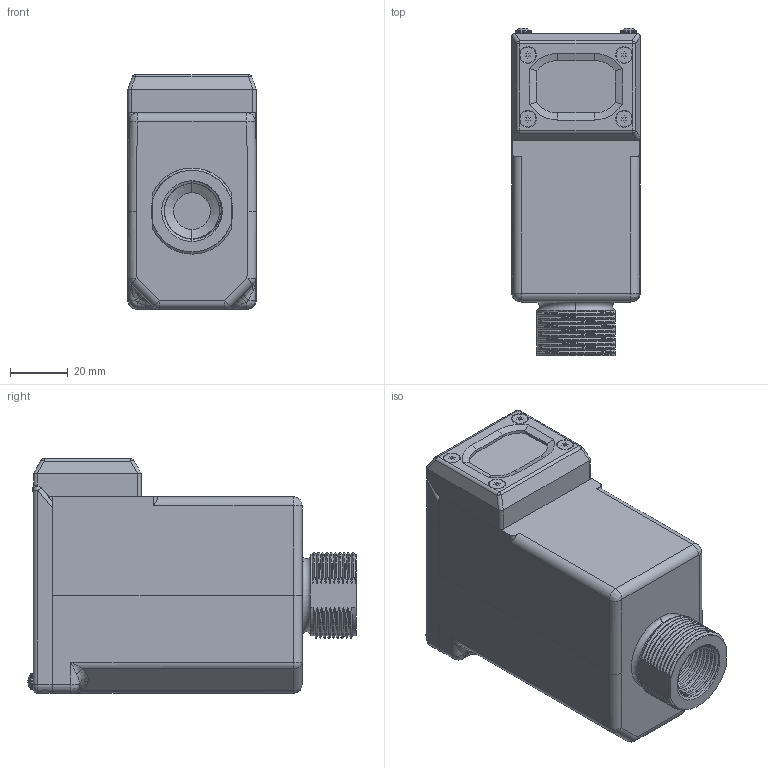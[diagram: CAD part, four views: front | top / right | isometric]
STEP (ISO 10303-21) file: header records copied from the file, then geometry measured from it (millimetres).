
FILE_DESCRIPTION((''),'2;1');
FILE_NAME('223579_ASM','2021-05-19T12:59:05',('PDMAdmin'),('BANNER ENGINEERING'),'CREO PARAMETRIC BY PTC INC, 2019292','CREO PARAMETRIC BY PTC INC, 2019292','');
FILE_SCHEMA(('CONFIG_CONTROL_DESIGN'));
Products named in the file (10): 217378; IBB-M3-6; 217378_ASM; 217825; 218193; 12504; 09222; 48355; 219937; 223579_ASM
Assembly tree (14 placements, depth 3):
  223579_ASM
    217378_ASM
      217378
      IBB-M3-6  x2
    217825
    218193
    12504
    09222
    48355  x4
    219937  x2
Bounding box: 44.45 x 113.48 x 81.21 mm (x, y, z)
Volume: 99121.6 mm3; surface area: 64783.8 mm2
Topology: 13 solids, 13 shells, 1181 faces, 2891 edges, 1753 vertices
Faces by surface type: cylinder 404, plane 400, bspline 197, cone 92, sphere 62, torus 26
Entity records: 49212 total; most frequent: CARTESIAN_POINT 25739, ORIENTED_EDGE 5098, DIRECTION 4458, EDGE_CURVE 2549, AXIS2_PLACEMENT_3D 1576, VERTEX_POINT 1547, VECTOR 1306, LINE 1306
